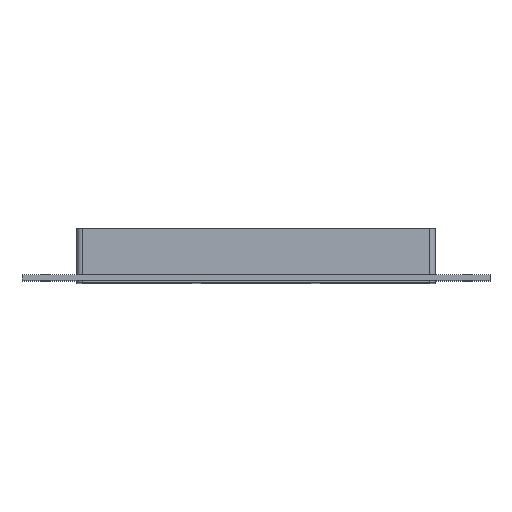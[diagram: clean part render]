
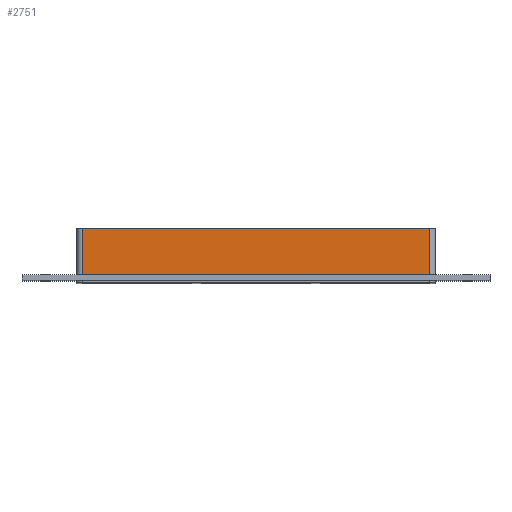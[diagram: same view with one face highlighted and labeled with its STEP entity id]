
A CAD part, top view. The second image highlights one B-rep face of the part: STEP entity #2751.
In plain terms, the highlighted planar face has unit normal (0, 0, 1).
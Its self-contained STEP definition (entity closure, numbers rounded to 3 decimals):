
#1213=CARTESIAN_POINT('',(-190.75,57.0,257.25));
#1214=VERTEX_POINT('',#1213);
#1222=CARTESIAN_POINT('',(190.75,57.0,257.25));
#1223=VERTEX_POINT('',#1222);
#1224=CARTESIAN_POINT('',(-190.75,57.0,257.25));
#1225=DIRECTION('',(1.0,0.0,0.0));
#1226=VECTOR('',#1225,381.5);
#1227=LINE('',#1224,#1226);
#1228=EDGE_CURVE('',#1214,#1223,#1227,.T.);
#2189=CARTESIAN_POINT('',(190.75,6.,257.25));
#2190=VERTEX_POINT('',#2189);
#2198=CARTESIAN_POINT('',(-190.75,6.,257.25));
#2199=VERTEX_POINT('',#2198);
#2200=CARTESIAN_POINT('',(-190.75,6.,257.25));
#2201=DIRECTION('',(1.0,0.0,0.0));
#2202=VECTOR('',#2201,381.5);
#2203=LINE('',#2200,#2202);
#2204=EDGE_CURVE('',#2199,#2190,#2203,.T.);
#2515=CARTESIAN_POINT('',(190.75,57.0,257.25));
#2516=DIRECTION('',(0.0,-1.0,0.0));
#2517=VECTOR('',#2516,51.0);
#2518=LINE('',#2515,#2517);
#2519=EDGE_CURVE('',#1223,#2190,#2518,.T.);
#2729=CARTESIAN_POINT('',(-190.75,6.,257.25));
#2730=DIRECTION('',(0.0,1.0,0.0));
#2731=VECTOR('',#2730,51.0);
#2732=LINE('',#2729,#2731);
#2733=EDGE_CURVE('',#2199,#1214,#2732,.T.);
#2740=CARTESIAN_POINT('',(-196.75,0.0,257.25));
#2741=DIRECTION('',(0.0,0.0,1.0));
#2742=DIRECTION('',(1.0,0.0,0.0));
#2743=AXIS2_PLACEMENT_3D('',#2740,#2741,#2742);
#2744=PLANE('',#2743);
#2745=ORIENTED_EDGE('',*,*,#2204,.T.);
#2746=ORIENTED_EDGE('',*,*,#2519,.F.);
#2747=ORIENTED_EDGE('',*,*,#1228,.F.);
#2748=ORIENTED_EDGE('',*,*,#2733,.F.);
#2749=EDGE_LOOP('',(#2745,#2746,#2747,#2748));
#2750=FACE_OUTER_BOUND('',#2749,.T.);
#2751=ADVANCED_FACE('',(#2750),#2744,.T.);
